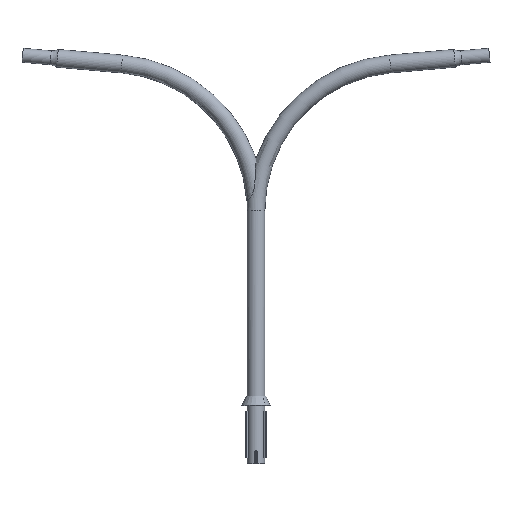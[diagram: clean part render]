
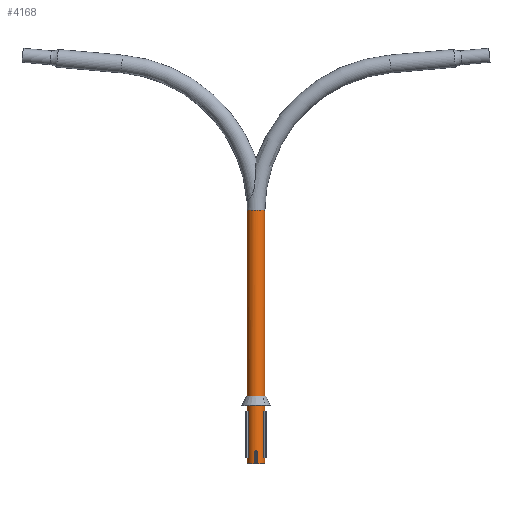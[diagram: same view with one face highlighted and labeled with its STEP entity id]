
A CAD part, front view. The second image highlights one B-rep face of the part: STEP entity #4168.
In plain terms, the highlighted cylindrical face has radius 38.05 mm (diameter 76.1 mm), a partial arc.
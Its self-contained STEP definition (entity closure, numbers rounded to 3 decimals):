
#21 = CARTESIAN_POINT ( 'NONE',  ( 0., -250., 0. ) ) ;
#23 = CARTESIAN_POINT ( 'NONE',  ( 5.415, -197.32, 37.663 ) ) ;
#26 = ORIENTED_EDGE ( 'NONE', *, *, #2399, .F. ) ;
#37 = VERTEX_POINT ( 'NONE', #3122 ) ;
#43 = CARTESIAN_POINT ( 'NONE',  ( -6.024, -200., 37.57 ) ) ;
#49 = CARTESIAN_POINT ( 'NONE',  ( 5.823, -198.438, 37.602 ) ) ;
#71 = CARTESIAN_POINT ( 'NONE',  ( 0.999, -194.02, 38.037 ) ) ;
#298 = LINE ( 'NONE', #2501, #4119 ) ;
#329 = CARTESIAN_POINT ( 'NONE',  ( -4.789, -196.307, 37.748 ) ) ;
#354 = CARTESIAN_POINT ( 'NONE',  ( -5.116, -196.799, 37.705 ) ) ;
#382 = CARTESIAN_POINT ( 'NONE',  ( -5.217, -196.968, 37.691 ) ) ;
#437 = CARTESIAN_POINT ( 'NONE',  ( 6.024, -199.6, 37.57 ) ) ;
#456 = CIRCLE ( 'NONE', #3703, 38.05 ) ;
#471 = EDGE_CURVE ( 'NONE', #1850, #2397, #298, .T. ) ;
#482 = VECTOR ( 'NONE', #2003, 1000. ) ;
#488 = CARTESIAN_POINT ( 'NONE',  ( 38.05, 0., 0. ) ) ;
#584 = EDGE_CURVE ( 'NONE', #1631, #1850, #1987, .T. ) ;
#740 = CARTESIAN_POINT ( 'NONE',  ( -5.715, -198.048, 37.619 ) ) ;
#769 = CARTESIAN_POINT ( 'NONE',  ( -2.668, -194.553, 37.958 ) ) ;
#795 = CARTESIAN_POINT ( 'NONE',  ( -5.984, -199.2, 37.577 ) ) ;
#823 = CARTESIAN_POINT ( 'NONE',  ( -1.561, -194.133, 38.02 ) ) ;
#853 = CARTESIAN_POINT ( 'NONE',  ( -0.383, -193.938, 38.05 ) ) ;
#915 = EDGE_CURVE ( 'NONE', #1082, #2397, #3429, .T. ) ;
#927 = EDGE_CURVE ( 'NONE', #1082, #3719, #2961, .T. ) ;
#938 = CARTESIAN_POINT ( 'NONE',  ( 4.54, -196.016, 37.778 ) ) ;
#1034 = ORIENTED_EDGE ( 'NONE', *, *, #5145, .T. ) ;
#1038 = CARTESIAN_POINT ( 'NONE',  ( 6.024, -200., 37.57 ) ) ;
#1082 = VERTEX_POINT ( 'NONE', #3624 ) ;
#1240 = CARTESIAN_POINT ( 'NONE',  ( -5.404, -197.319, 37.664 ) ) ;
#1274 = CARTESIAN_POINT ( 'NONE',  ( 3.689, -195.196, 37.872 ) ) ;
#1299 = CARTESIAN_POINT ( 'NONE',  ( 1.958, -194.255, 38.001 ) ) ;
#1326 = FACE_OUTER_BOUND ( 'NONE', #2131, .T. ) ;
#1348 = EDGE_CURVE ( 'NONE', #37, #4820, #456, .T. ) ;
#1355 = CARTESIAN_POINT ( 'NONE',  ( 1.582, -194.139, 38.019 ) ) ;
#1505 = DIRECTION ( 'NONE',  ( 1., 0., 0. ) ) ;
#1538 = CARTESIAN_POINT ( 'NONE',  ( -6.024, 0., 37.57 ) ) ;
#1631 = VERTEX_POINT ( 'NONE', #43 ) ;
#1701 = AXIS2_PLACEMENT_3D ( 'NONE', #4385, #4358, #2707 ) ;
#1708 = DIRECTION ( 'NONE',  ( 1., 0., 0. ) ) ;
#1710 = CARTESIAN_POINT ( 'NONE',  ( 0.801, -193.989, 38.042 ) ) ;
#1763 = CARTESIAN_POINT ( 'NONE',  ( 5.709, -198.059, 37.619 ) ) ;
#1799 = ORIENTED_EDGE ( 'NONE', *, *, #927, .T. ) ;
#1850 = VERTEX_POINT ( 'NONE', #1038 ) ;
#1907 = ORIENTED_EDGE ( 'NONE', *, *, #584, .T. ) ;
#1911 = DIRECTION ( 'NONE',  ( 0., -1., 0. ) ) ;
#1980 = DIRECTION ( 'NONE',  ( 0., -1., 0. ) ) ;
#1984 = ORIENTED_EDGE ( 'NONE', *, *, #915, .F. ) ;
#1987 = B_SPLINE_CURVE_WITH_KNOTS ( 'NONE', 3,
 ( #2825, #5402, #795, #2012, #740, #2419, #1240, #382, #354, #329, #2854, #4564, #3259, #4506, #769, #2445, #823, #4994, #853, #2152, #4593, #1710, #71, #1355, #1299, #4677, #5077, #1274, #3019, #2935, #938, #2613, #4650, #4262, #23, #2528, #1763, #49, #3399, #4183, #437, #2120 ),
 .UNSPECIFIED., .F., .F.,
 ( 4, 2, 2, 2, 2, 2, 2, 2, 2, 2, 2, 2, 2, 2, 2, 2, 2, 2, 2, 2, 4 ),
 ( 0., 0.001, 0.002, 0.003, 0.004, 0.005, 0.006, 0.007, 0.008, 0.01, 0.01, 0.011, 0.012, 0.013, 0.014, 0.015, 0.016, 0.017, 0.017, 0.018, 0.019 ),
 .UNSPECIFIED. ) ;
#2002 = ORIENTED_EDGE ( 'NONE', *, *, #1348, .F. ) ;
#2003 = DIRECTION ( 'NONE',  ( 0., 1., 0. ) ) ;
#2012 = CARTESIAN_POINT ( 'NONE',  ( -5.829, -198.425, 37.601 ) ) ;
#2099 = CARTESIAN_POINT ( 'NONE',  ( 0., 0., 0. ) ) ;
#2120 = CARTESIAN_POINT ( 'NONE',  ( 6.024, -200., 37.57 ) ) ;
#2131 = EDGE_LOOP ( 'NONE', ( #1984, #1799, #26, #4536, #2002, #1034, #1907, #4056 ) ) ;
#2150 = DIRECTION ( 'NONE',  ( 0., -1., 0. ) ) ;
#2152 = CARTESIAN_POINT ( 'NONE',  ( 0.208, -193.939, 38.05 ) ) ;
#2397 = VERTEX_POINT ( 'NONE', #4737 ) ;
#2399 = EDGE_CURVE ( 'NONE', #3331, #3719, #3173, .T. ) ;
#2419 = CARTESIAN_POINT ( 'NONE',  ( -5.489, -197.5, 37.652 ) ) ;
#2445 = CARTESIAN_POINT ( 'NONE',  ( -1.938, -194.249, 38.002 ) ) ;
#2501 = CARTESIAN_POINT ( 'NONE',  ( 6.024, 0., 37.57 ) ) ;
#2528 = CARTESIAN_POINT ( 'NONE',  ( 5.642, -197.871, 37.629 ) ) ;
#2552 = DIRECTION ( 'NONE',  ( 0., 1., 0. ) ) ;
#2555 = DIRECTION ( 'NONE',  ( -1., 0., 0. ) ) ;
#2613 = CARTESIAN_POINT ( 'NONE',  ( 4.79, -196.324, 37.748 ) ) ;
#2630 = CARTESIAN_POINT ( 'NONE',  ( -38.05, 835.294, 0. ) ) ;
#2707 = DIRECTION ( 'NONE',  ( -1., 0., 0. ) ) ;
#2739 = VECTOR ( 'NONE', #4878, 1000. ) ;
#2825 = CARTESIAN_POINT ( 'NONE',  ( -6.024, -200., 37.57 ) ) ;
#2854 = CARTESIAN_POINT ( 'NONE',  ( -4.54, -196.001, 37.779 ) ) ;
#2893 = EDGE_CURVE ( 'NONE', #4820, #3331, #4500, .T. ) ;
#2935 = CARTESIAN_POINT ( 'NONE',  ( 4.407, -195.867, 37.794 ) ) ;
#2961 = LINE ( 'NONE', #488, #3696 ) ;
#3019 = CARTESIAN_POINT ( 'NONE',  ( 3.99, -195.446, 37.841 ) ) ;
#3122 = CARTESIAN_POINT ( 'NONE',  ( -6.024, -250., 37.57 ) ) ;
#3146 = CARTESIAN_POINT ( 'NONE',  ( -38.05, -250., 0. ) ) ;
#3173 = CIRCLE ( 'NONE', #1701, 38.05 ) ;
#3259 = CARTESIAN_POINT ( 'NONE',  ( -3.675, -195.185, 37.874 ) ) ;
#3331 = VERTEX_POINT ( 'NONE', #2630 ) ;
#3399 = CARTESIAN_POINT ( 'NONE',  ( 5.871, -198.629, 37.594 ) ) ;
#3429 = CIRCLE ( 'NONE', #3961, 38.05 ) ;
#3514 = CARTESIAN_POINT ( 'NONE',  ( 38.05, 835.294, 0. ) ) ;
#3624 = CARTESIAN_POINT ( 'NONE',  ( 38.05, -250., 0. ) ) ;
#3696 = VECTOR ( 'NONE', #2552, 1000. ) ;
#3703 = AXIS2_PLACEMENT_3D ( 'NONE', #4409, #1911, #1505 ) ;
#3719 = VERTEX_POINT ( 'NONE', #3514 ) ;
#3961 = AXIS2_PLACEMENT_3D ( 'NONE', #21, #2150, #1708 ) ;
#4021 = CARTESIAN_POINT ( 'NONE',  ( -38.05, 0., 0. ) ) ;
#4056 = ORIENTED_EDGE ( 'NONE', *, *, #471, .T. ) ;
#4070 = LINE ( 'NONE', #1538, #482 ) ;
#4119 = VECTOR ( 'NONE', #1980, 1000. ) ;
#4168 = ADVANCED_FACE ( 'NONE', ( #1326 ), #4651, .T. ) ;
#4183 = CARTESIAN_POINT ( 'NONE',  ( 5.985, -199.208, 37.576 ) ) ;
#4262 = CARTESIAN_POINT ( 'NONE',  ( 5.231, -196.974, 37.689 ) ) ;
#4358 = DIRECTION ( 'NONE',  ( 0., 1., 0. ) ) ;
#4385 = CARTESIAN_POINT ( 'NONE',  ( 0., 835.294, 0. ) ) ;
#4409 = CARTESIAN_POINT ( 'NONE',  ( 0., -250., 0. ) ) ;
#4500 = LINE ( 'NONE', #4021, #2739 ) ;
#4506 = CARTESIAN_POINT ( 'NONE',  ( -3.021, -194.744, 37.931 ) ) ;
#4536 = ORIENTED_EDGE ( 'NONE', *, *, #2893, .F. ) ;
#4564 = CARTESIAN_POINT ( 'NONE',  ( -3.979, -195.436, 37.842 ) ) ;
#4593 = CARTESIAN_POINT ( 'NONE',  ( 0.406, -193.949, 38.048 ) ) ;
#4650 = CARTESIAN_POINT ( 'NONE',  ( 4.906, -196.482, 37.733 ) ) ;
#4651 = CYLINDRICAL_SURFACE ( 'NONE', #5108, 38.05 ) ;
#4677 = CARTESIAN_POINT ( 'NONE',  ( 2.684, -194.562, 37.957 ) ) ;
#4737 = CARTESIAN_POINT ( 'NONE',  ( 6.024, -250., 37.57 ) ) ;
#4820 = VERTEX_POINT ( 'NONE', #3146 ) ;
#4878 = DIRECTION ( 'NONE',  ( 0., 1., 0. ) ) ;
#4994 = CARTESIAN_POINT ( 'NONE',  ( -0.78, -193.977, 38.044 ) ) ;
#5077 = CARTESIAN_POINT ( 'NONE',  ( 3.038, -194.754, 37.93 ) ) ;
#5108 = AXIS2_PLACEMENT_3D ( 'NONE', #2099, #5403, #2555 ) ;
#5145 = EDGE_CURVE ( 'NONE', #37, #1631, #4070, .T. ) ;
#5402 = CARTESIAN_POINT ( 'NONE',  ( -6.024, -199.6, 37.57 ) ) ;
#5403 = DIRECTION ( 'NONE',  ( 0., 1., 0. ) ) ;
